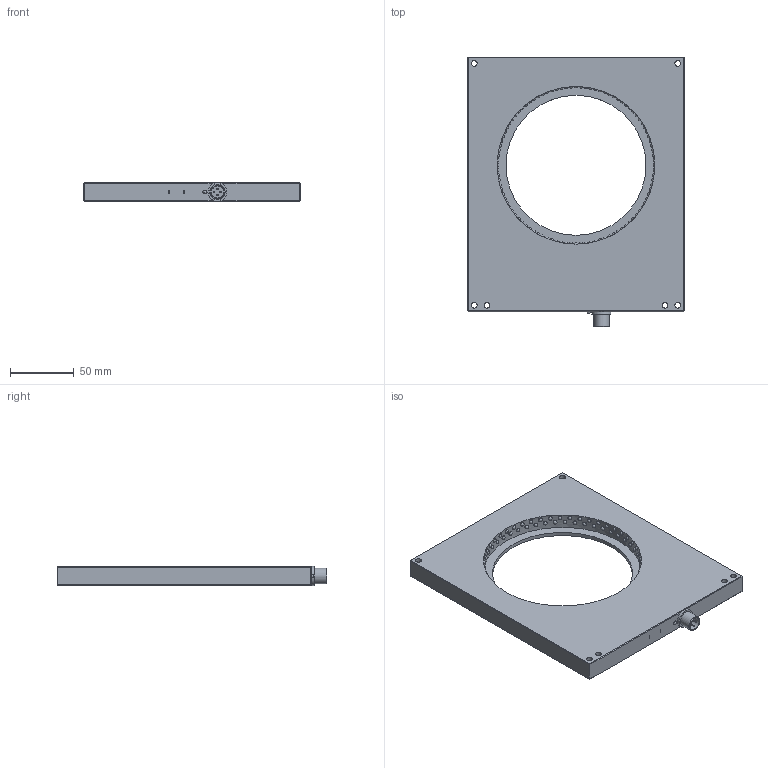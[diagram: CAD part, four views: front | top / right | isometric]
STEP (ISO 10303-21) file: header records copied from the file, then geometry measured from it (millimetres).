
FILE_DESCRIPTION(/* description */ ('DISO X xxx'),/* implementation_level */ '2;1');
FILE_NAME(/* name */ 'BEK1-D120.stp',/* time_stamp */ '2015-07-21T11:40:44+02:00',/* author */ ('lsa'),/* organization */ (''),/* preprocessor_version */ 'ST-DEVELOPER v15.6',/* originating_system */ 'Autodesk Inventor 2015',/* authorisation */ '');
FILE_SCHEMA (('AUTOMOTIVE_DESIGN { 1 0 10303 214 3 1 1 }'));
Length unit declared in the file: millimetre
Products named in the file (1): Bauteil15
Bounding box: 170 x 212 x 15 mm (x, y, z)
Volume: 336002.7 mm3; surface area: 68693.9 mm2
Topology: 1 solids, 6 shells, 286 faces, 838 edges, 568 vertices
Faces by surface type: cylinder 124, sphere 104, plane 56, cone 1, bspline 1
Full cylindrical faces by diameter (mm): 1 x4, 2.8 x1, 3.1 x101, 4.5 x6, 8.5 x1, 9.45 x1, 10 x1, 12 x1, 15 x1, 110 x1, 124 x1
Entity records: 9428 total; most frequent: CARTESIAN_POINT 4277, DIRECTION 960, ORIENTED_EDGE 684, EDGE_LOOP 530, AXIS2_PLACEMENT_3D 435, EDGE_CURVE 342, VERTEX_POINT 298, FACE_OUTER_BOUND 286
